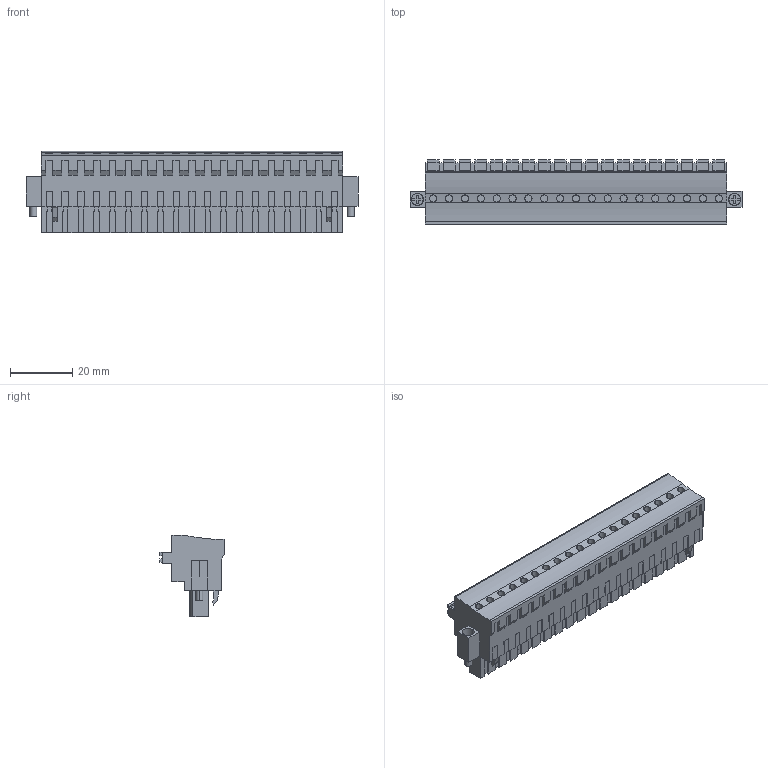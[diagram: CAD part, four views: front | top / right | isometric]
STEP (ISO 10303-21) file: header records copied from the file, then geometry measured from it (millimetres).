
FILE_DESCRIPTION(('CATIA V5 STEP Exchange','CAx-IF Rec.Pracs.--- Model Styling and Organization---1.2---2011-12-15'),'2;1');
FILE_NAME ('D1461189_0_1983060000_1983060000.stp','2017-10-30T15:21:02+00:00',('none'),('Weidmueller'),'CATIA Version 5-6 Release 2014','CATIA V5 STEP AP214','none');
FILE_SCHEMA(('AUTOMOTIVE_DESIGN { 1 0 10303 214 1 1 1 1 }'));
Length unit declared in the file: millimetre
Products named in the file (1): 1983060000
Bounding box: 106.32 x 20.64 x 26.24 mm (x, y, z)
Volume: 28896.1 mm3; surface area: 14238.9 mm2
Topology: 22 solids, 22 shells, 1352 faces, 3756 edges, 2532 vertices
Faces by surface type: plane 1139, cylinder 213
Entity records: 39053 total; most frequent: ORIENTED_EDGE 7512, CARTESIAN_POINT 7219, DIRECTION 4970, EDGE_CURVE 3756, VECTOR 3322, LINE 3322, VERTEX_POINT 2532, EDGE_LOOP 1440
